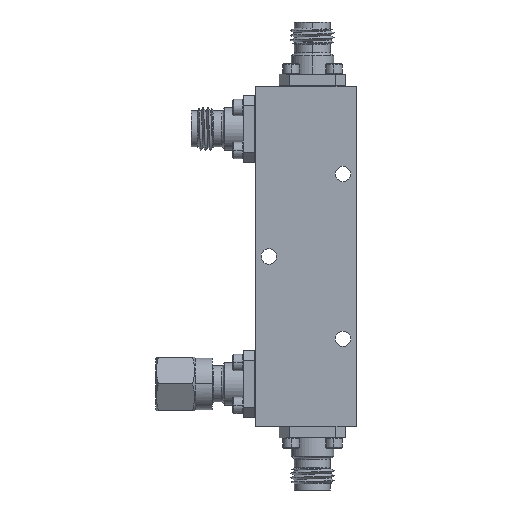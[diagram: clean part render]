
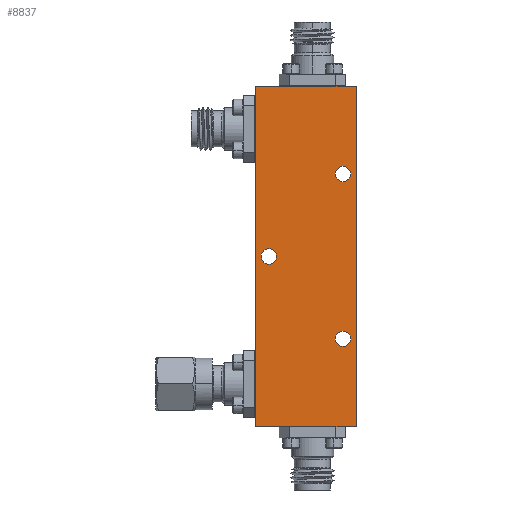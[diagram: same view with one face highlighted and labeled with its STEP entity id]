
A CAD part, left-side view. The second image highlights one B-rep face of the part: STEP entity #8837.
In plain terms, the highlighted planar face has unit normal (-1, 0, 0).
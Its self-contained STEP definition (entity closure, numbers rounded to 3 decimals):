
#124 = ORIENTED_EDGE ( 'NONE', *, *, #15021, .T. ) ;
#125 = VERTEX_POINT ( 'NONE', #291 ) ;
#291 = CARTESIAN_POINT ( 'NONE',  ( -39.422, 9.137, 0.784 ) ) ;
#515 = DIRECTION ( 'NONE',  ( -1., 0., 0. ) ) ;
#725 = VECTOR ( 'NONE', #10275, 1000. ) ;
#800 = EDGE_LOOP ( 'NONE', ( #17622, #16712 ) ) ;
#900 = AXIS2_PLACEMENT_3D ( 'NONE', #8877, #20655, #2175 ) ;
#1215 = FACE_BOUND ( 'NONE', #5161, .T. ) ;
#1525 = CARTESIAN_POINT ( 'NONE',  ( -39.422, 22.169, -11.121 ) ) ;
#2145 = DIRECTION ( 'NONE',  ( 1., 0., 0. ) ) ;
#2175 = DIRECTION ( 'NONE',  ( 0., 0., -1. ) ) ;
#2227 = DIRECTION ( 'NONE',  ( 0., 0., -1. ) ) ;
#2236 = ORIENTED_EDGE ( 'NONE', *, *, #8156, .F. ) ;
#2333 = DIRECTION ( 'NONE',  ( 0., 0., 1. ) ) ;
#2815 = FACE_BOUND ( 'NONE', #15536, .T. ) ;
#2917 = LINE ( 'NONE', #5246, #20545 ) ;
#3650 = CARTESIAN_POINT ( 'NONE',  ( -39.422, 7.183, -11.121 ) ) ;
#3792 = DIRECTION ( 'NONE',  ( 0., 0., -1. ) ) ;
#4442 = CARTESIAN_POINT ( 'NONE',  ( -39.422, 7.183, -11.121 ) ) ;
#4975 = VERTEX_POINT ( 'NONE', #11210 ) ;
#4984 = DIRECTION ( 'NONE',  ( 1., 0., 0. ) ) ;
#5161 = EDGE_LOOP ( 'NONE', ( #17023, #124 ) ) ;
#5235 = LINE ( 'NONE', #8520, #725 ) ;
#5246 = CARTESIAN_POINT ( 'NONE',  ( -39.422, 7.183, -11.121 ) ) ;
#5516 = EDGE_CURVE ( 'NONE', #10837, #12040, #2917, .T. ) ;
#5697 = CARTESIAN_POINT ( 'NONE',  ( -39.422, 7.183, 39.425 ) ) ;
#6182 = DIRECTION ( 'NONE',  ( 0., -1., 0. ) ) ;
#6314 = VECTOR ( 'NONE', #6182, 1000. ) ;
#6795 = CARTESIAN_POINT ( 'NONE',  ( -39.422, 9.137, 1.927 ) ) ;
#6856 = EDGE_CURVE ( 'NONE', #9627, #10837, #16277, .T. ) ;
#6894 = DIRECTION ( 'NONE',  ( 0., 0., 1. ) ) ;
#7074 = CARTESIAN_POINT ( 'NONE',  ( -39.422, 20.137, 14.152 ) ) ;
#7180 = AXIS2_PLACEMENT_3D ( 'NONE', #6795, #4984, #11587 ) ;
#7594 = DIRECTION ( 'NONE',  ( 1., 0., 0. ) ) ;
#7931 = AXIS2_PLACEMENT_3D ( 'NONE', #12374, #2145, #2227 ) ;
#8156 = EDGE_CURVE ( 'NONE', #10321, #12040, #5235, .T. ) ;
#8520 = CARTESIAN_POINT ( 'NONE',  ( -39.422, 7.183, 39.425 ) ) ;
#8833 = DIRECTION ( 'NONE',  ( 0., 0., 1. ) ) ;
#8837 = ADVANCED_FACE ( 'NONE', ( #13837, #1215, #2815, #10682 ), #13672, .T. ) ;
#8877 = CARTESIAN_POINT ( 'NONE',  ( -39.422, 9.137, 26.377 ) ) ;
#8988 = DIRECTION ( 'NONE',  ( 0., 0., -1. ) ) ;
#9383 = AXIS2_PLACEMENT_3D ( 'NONE', #19092, #10924, #2333 ) ;
#9627 = VERTEX_POINT ( 'NONE', #1525 ) ;
#9947 = EDGE_CURVE ( 'NONE', #125, #15093, #13330, .T. ) ;
#10166 = VERTEX_POINT ( 'NONE', #17858 ) ;
#10275 = DIRECTION ( 'NONE',  ( 0., -1., 0. ) ) ;
#10321 = VERTEX_POINT ( 'NONE', #15420 ) ;
#10520 = DIRECTION ( 'NONE',  ( 1., 0., 0. ) ) ;
#10682 = FACE_OUTER_BOUND ( 'NONE', #12933, .T. ) ;
#10837 = VERTEX_POINT ( 'NONE', #3650 ) ;
#10924 = DIRECTION ( 'NONE',  ( 1., 0., 0. ) ) ;
#11091 = ORIENTED_EDGE ( 'NONE', *, *, #5516, .T. ) ;
#11210 = CARTESIAN_POINT ( 'NONE',  ( -39.422, 20.137, 15.295 ) ) ;
#11310 = CARTESIAN_POINT ( 'NONE',  ( -39.422, 9.137, 27.52 ) ) ;
#11587 = DIRECTION ( 'NONE',  ( 0., 0., 1. ) ) ;
#12036 = EDGE_CURVE ( 'NONE', #10166, #14597, #17861, .T. ) ;
#12040 = VERTEX_POINT ( 'NONE', #5697 ) ;
#12138 = EDGE_CURVE ( 'NONE', #12240, #4975, #20260, .T. ) ;
#12240 = VERTEX_POINT ( 'NONE', #17572 ) ;
#12374 = CARTESIAN_POINT ( 'NONE',  ( -39.422, 9.137, 26.377 ) ) ;
#12551 = CIRCLE ( 'NONE', #900, 1.143 ) ;
#12655 = CIRCLE ( 'NONE', #17476, 1.143 ) ;
#12933 = EDGE_LOOP ( 'NONE', ( #2236, #16738, #14246, #11091 ) ) ;
#13330 = CIRCLE ( 'NONE', #7180, 1.143 ) ;
#13672 = PLANE ( 'NONE',  #15324 ) ;
#13729 = VECTOR ( 'NONE', #15094, 1000. ) ;
#13771 = ORIENTED_EDGE ( 'NONE', *, *, #12138, .T. ) ;
#13837 = FACE_BOUND ( 'NONE', #800, .T. ) ;
#14246 = ORIENTED_EDGE ( 'NONE', *, *, #6856, .T. ) ;
#14325 = EDGE_CURVE ( 'NONE', #14597, #10166, #12551, .T. ) ;
#14340 = ORIENTED_EDGE ( 'NONE', *, *, #19417, .T. ) ;
#14597 = VERTEX_POINT ( 'NONE', #11310 ) ;
#14802 = LINE ( 'NONE', #18402, #13729 ) ;
#15021 = EDGE_CURVE ( 'NONE', #15093, #125, #20940, .T. ) ;
#15093 = VERTEX_POINT ( 'NONE', #17444 ) ;
#15094 = DIRECTION ( 'NONE',  ( 0., 0., 1. ) ) ;
#15324 = AXIS2_PLACEMENT_3D ( 'NONE', #18678, #515, #8833 ) ;
#15420 = CARTESIAN_POINT ( 'NONE',  ( -39.422, 22.169, 39.425 ) ) ;
#15536 = EDGE_LOOP ( 'NONE', ( #13771, #14340 ) ) ;
#16277 = LINE ( 'NONE', #4442, #6314 ) ;
#16712 = ORIENTED_EDGE ( 'NONE', *, *, #14325, .T. ) ;
#16738 = ORIENTED_EDGE ( 'NONE', *, *, #18379, .F. ) ;
#17023 = ORIENTED_EDGE ( 'NONE', *, *, #9947, .T. ) ;
#17444 = CARTESIAN_POINT ( 'NONE',  ( -39.422, 9.137, 3.07 ) ) ;
#17476 = AXIS2_PLACEMENT_3D ( 'NONE', #21010, #7594, #8988 ) ;
#17572 = CARTESIAN_POINT ( 'NONE',  ( -39.422, 20.137, 13.009 ) ) ;
#17622 = ORIENTED_EDGE ( 'NONE', *, *, #12036, .T. ) ;
#17858 = CARTESIAN_POINT ( 'NONE',  ( -39.422, 9.137, 25.234 ) ) ;
#17861 = CIRCLE ( 'NONE', #7931, 1.143 ) ;
#18379 = EDGE_CURVE ( 'NONE', #9627, #10321, #14802, .T. ) ;
#18402 = CARTESIAN_POINT ( 'NONE',  ( -39.422, 22.169, -11.121 ) ) ;
#18486 = AXIS2_PLACEMENT_3D ( 'NONE', #7074, #10520, #3792 ) ;
#18678 = CARTESIAN_POINT ( 'NONE',  ( -39.422, 7.183, -11.121 ) ) ;
#19092 = CARTESIAN_POINT ( 'NONE',  ( -39.422, 9.137, 1.927 ) ) ;
#19417 = EDGE_CURVE ( 'NONE', #4975, #12240, #12655, .T. ) ;
#20260 = CIRCLE ( 'NONE', #18486, 1.143 ) ;
#20545 = VECTOR ( 'NONE', #6894, 1000. ) ;
#20655 = DIRECTION ( 'NONE',  ( 1., 0., 0. ) ) ;
#20940 = CIRCLE ( 'NONE', #9383, 1.143 ) ;
#21010 = CARTESIAN_POINT ( 'NONE',  ( -39.422, 20.137, 14.152 ) ) ;
